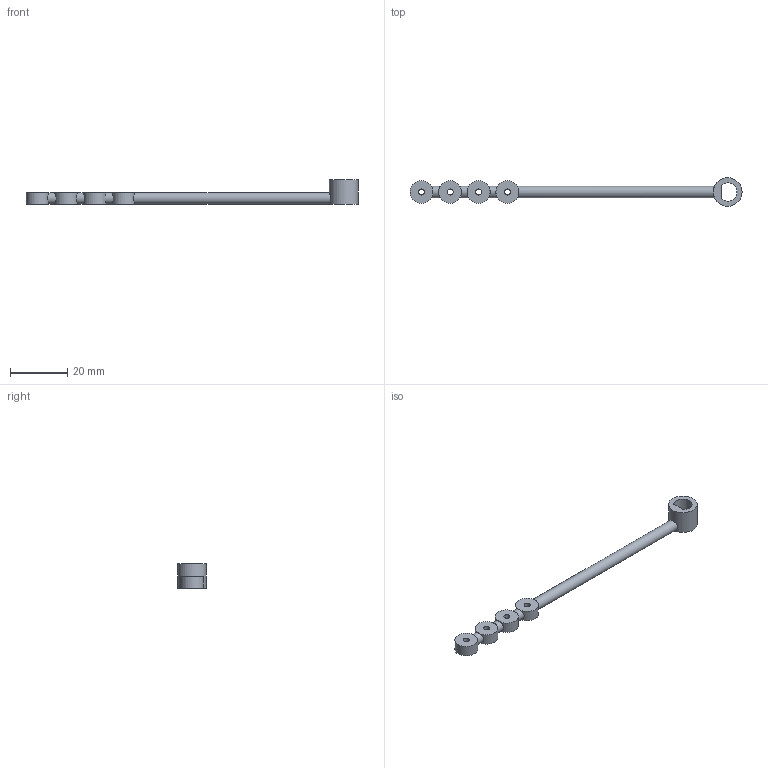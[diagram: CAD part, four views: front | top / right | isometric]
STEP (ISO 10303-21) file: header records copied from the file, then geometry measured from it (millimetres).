
FILE_DESCRIPTION(/* description */ (''),/* implementation_level */ '2;1');
FILE_NAME(/* name */ 'ROD2V2D2_80-90-100-110mm.ipt.stp',/* time_stamp */ '2021-06-20T10:02:57-05:00',/* author */ ('svale'),/* organization */ (''),/* preprocessor_version */ 'ST-DEVELOPER v18.1',/* originating_system */ 'Autodesk Inventor 2021',/* authorisation */ '');
FILE_SCHEMA (('AUTOMOTIVE_DESIGN { 1 0 10303 214 3 1 1 }'));
Length unit declared in the file: millimetre
Products named in the file (1): ROD2V2D2_80-90-100-110mm
Bounding box: 115.98 x 10 x 8.5 mm (x, y, z)
Volume: 2115.2 mm3; surface area: 2266.6 mm2
Topology: 1 solids, 1 shells, 28 faces, 71 edges, 48 vertices
Faces by surface type: cylinder 17, plane 11
Full cylindrical faces by diameter (mm): 2.113 x4, 4 x4, 8 x1, 10 x1
Entity records: 1139 total; most frequent: CARTESIAN_POINT 428, ORIENTED_EDGE 136, DIRECTION 133, EDGE_CURVE 68, AXIS2_PLACEMENT_3D 60, VERTEX_POINT 42, EDGE_LOOP 38, CIRCLE 31
